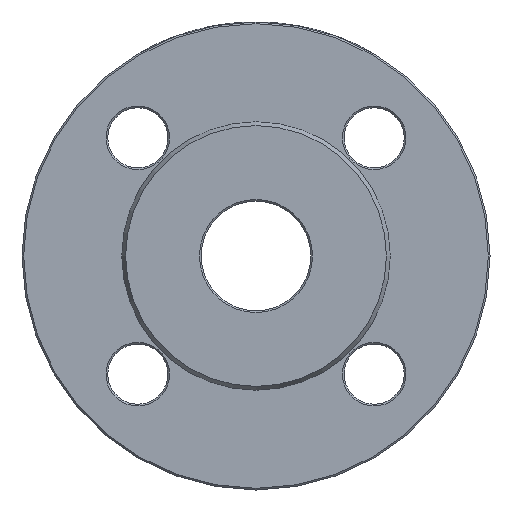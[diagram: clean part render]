
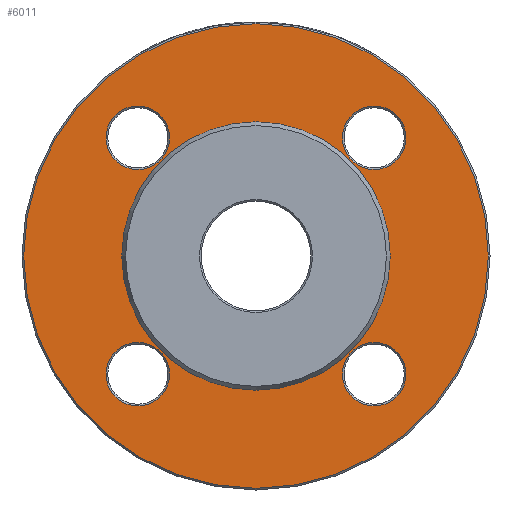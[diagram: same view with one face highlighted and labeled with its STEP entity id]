
A CAD part, left-side view. The second image highlights one B-rep face of the part: STEP entity #6011.
In plain terms, the highlighted planar face has unit normal (-1, 0, 0).
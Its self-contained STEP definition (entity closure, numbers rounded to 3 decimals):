
#43 = ORIENTED_EDGE ( 'NONE', *, *, #528, .F. ) ;
#171 = EDGE_LOOP ( 'NONE', ( #3855 ) ) ;
#230 = CIRCLE ( 'NONE', #742, 9.5 ) ;
#273 = FACE_BOUND ( 'NONE', #171, .T. ) ;
#431 = DIRECTION ( 'NONE',  ( 0., 0., -1. ) ) ;
#528 = EDGE_CURVE ( 'NONE', #6525, #6525, #1611, .T. ) ;
#566 = EDGE_LOOP ( 'NONE', ( #5669 ) ) ;
#719 = CIRCLE ( 'NONE', #4648, 9.5 ) ;
#729 = CARTESIAN_POINT ( 'NONE',  ( 2., 44.855, 35.355 ) ) ;
#742 = AXIS2_PLACEMENT_3D ( 'NONE', #5211, #7804, #3678 ) ;
#806 = VERTEX_POINT ( 'NONE', #4438 ) ;
#1014 = EDGE_CURVE ( 'NONE', #5345, #5345, #2770, .T. ) ;
#1020 = ORIENTED_EDGE ( 'NONE', *, *, #1014, .T. ) ;
#1039 = DIRECTION ( 'NONE',  ( 1., 0., 0. ) ) ;
#1611 = CIRCLE ( 'NONE', #2101, 40.155 ) ;
#1763 = EDGE_LOOP ( 'NONE', ( #2662 ) ) ;
#1987 = DIRECTION ( 'NONE',  ( 1., 0., 0. ) ) ;
#2026 = DIRECTION ( 'NONE',  ( 0., 0., -1. ) ) ;
#2101 = AXIS2_PLACEMENT_3D ( 'NONE', #6112, #3978, #5558 ) ;
#2251 = EDGE_LOOP ( 'NONE', ( #7057 ) ) ;
#2662 = ORIENTED_EDGE ( 'NONE', *, *, #5394, .T. ) ;
#2710 = FACE_BOUND ( 'NONE', #7074, .T. ) ;
#2770 = CIRCLE ( 'NONE', #7024, 9.5 ) ;
#2829 = FACE_BOUND ( 'NONE', #1763, .T. ) ;
#3015 = DIRECTION ( 'NONE',  ( -1., 0., 0. ) ) ;
#3156 = CARTESIAN_POINT ( 'NONE',  ( 2., 0., -69.5 ) ) ;
#3191 = CARTESIAN_POINT ( 'NONE',  ( 2., -35.355, 44.855 ) ) ;
#3301 = FACE_BOUND ( 'NONE', #2251, .T. ) ;
#3418 = EDGE_LOOP ( 'NONE', ( #1020 ) ) ;
#3546 = CARTESIAN_POINT ( 'NONE',  ( 2., 0., 40.155 ) ) ;
#3678 = DIRECTION ( 'NONE',  ( 0., 1., 0. ) ) ;
#3775 = AXIS2_PLACEMENT_3D ( 'NONE', #6710, #6117, #2026 ) ;
#3855 = ORIENTED_EDGE ( 'NONE', *, *, #6738, .T. ) ;
#3978 = DIRECTION ( 'NONE',  ( -1., 0., 0. ) ) ;
#3989 = CARTESIAN_POINT ( 'NONE',  ( 2., 40.155, 0. ) ) ;
#4015 = CIRCLE ( 'NONE', #3775, 9.5 ) ;
#4035 = PLANE ( 'NONE',  #6260 ) ;
#4438 = CARTESIAN_POINT ( 'NONE',  ( 2., 35.355, -44.855 ) ) ;
#4449 = DIRECTION ( 'NONE',  ( 1., 0., 0. ) ) ;
#4648 = AXIS2_PLACEMENT_3D ( 'NONE', #6673, #1987, #6037 ) ;
#4893 = DIRECTION ( 'NONE',  ( 0., 0., -1. ) ) ;
#5030 = CARTESIAN_POINT ( 'NONE',  ( 2., -44.855, -35.355 ) ) ;
#5211 = CARTESIAN_POINT ( 'NONE',  ( 2., 35.355, 35.355 ) ) ;
#5266 = CIRCLE ( 'NONE', #7781, 69.5 ) ;
#5345 = VERTEX_POINT ( 'NONE', #5030 ) ;
#5394 = EDGE_CURVE ( 'NONE', #5569, #5569, #719, .T. ) ;
#5558 = DIRECTION ( 'NONE',  ( 0., 0., 1. ) ) ;
#5569 = VERTEX_POINT ( 'NONE', #3191 ) ;
#5606 = VERTEX_POINT ( 'NONE', #729 ) ;
#5669 = ORIENTED_EDGE ( 'NONE', *, *, #6487, .T. ) ;
#5794 = FACE_BOUND ( 'NONE', #3418, .T. ) ;
#6011 = ADVANCED_FACE ( 'NONE', ( #5794, #2829, #3301, #273, #6983, #2710 ), #4035, .F. ) ;
#6037 = DIRECTION ( 'NONE',  ( 0., 0., 1. ) ) ;
#6112 = CARTESIAN_POINT ( 'NONE',  ( 2., 0., 0. ) ) ;
#6117 = DIRECTION ( 'NONE',  ( 1., 0., 0. ) ) ;
#6260 = AXIS2_PLACEMENT_3D ( 'NONE', #3989, #1039, #431 ) ;
#6487 = EDGE_CURVE ( 'NONE', #6715, #6715, #5266, .T. ) ;
#6525 = VERTEX_POINT ( 'NONE', #3546 ) ;
#6673 = CARTESIAN_POINT ( 'NONE',  ( 2., -35.355, 35.355 ) ) ;
#6710 = CARTESIAN_POINT ( 'NONE',  ( 2., 35.355, -35.355 ) ) ;
#6715 = VERTEX_POINT ( 'NONE', #3156 ) ;
#6738 = EDGE_CURVE ( 'NONE', #806, #806, #4015, .T. ) ;
#6843 = DIRECTION ( 'NONE',  ( 0., -1., 0. ) ) ;
#6983 = FACE_OUTER_BOUND ( 'NONE', #566, .T. ) ;
#7024 = AXIS2_PLACEMENT_3D ( 'NONE', #7560, #4449, #6843 ) ;
#7057 = ORIENTED_EDGE ( 'NONE', *, *, #7269, .T. ) ;
#7074 = EDGE_LOOP ( 'NONE', ( #43 ) ) ;
#7168 = CARTESIAN_POINT ( 'NONE',  ( 2., 0., 0. ) ) ;
#7269 = EDGE_CURVE ( 'NONE', #5606, #5606, #230, .T. ) ;
#7560 = CARTESIAN_POINT ( 'NONE',  ( 2., -35.355, -35.355 ) ) ;
#7781 = AXIS2_PLACEMENT_3D ( 'NONE', #7168, #3015, #4893 ) ;
#7804 = DIRECTION ( 'NONE',  ( 1., 0., 0. ) ) ;
